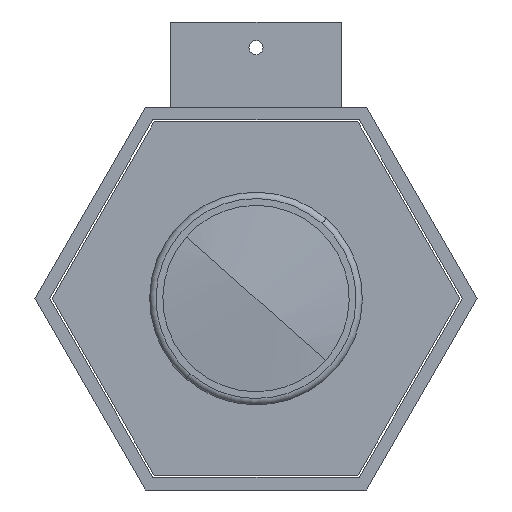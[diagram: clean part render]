
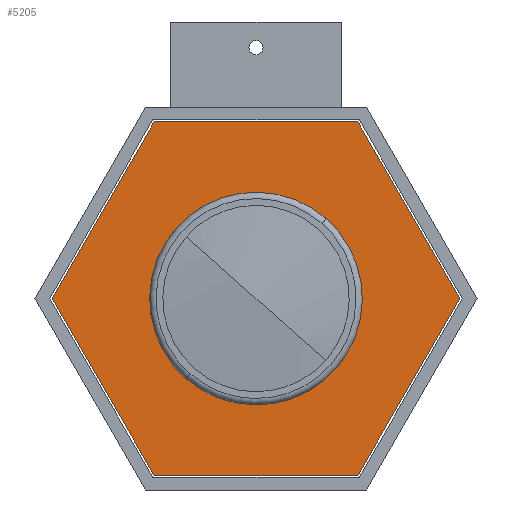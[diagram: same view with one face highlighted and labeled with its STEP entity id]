
A CAD part, front view. The second image highlights one B-rep face of the part: STEP entity #5205.
In plain terms, the highlighted planar face has unit normal (0, -1, 0).
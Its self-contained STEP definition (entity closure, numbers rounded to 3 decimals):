
#528 = CIRCLE ( 'NONE', #3751, 2.25 ) ;
#551 = CARTESIAN_POINT ( 'NONE',  ( -23.96, 0., 41.5 ) ) ;
#842 = CARTESIAN_POINT ( 'NONE',  ( 0., 0., 0. ) ) ;
#872 = FACE_BOUND ( 'NONE', #13859, .T. ) ;
#969 = EDGE_CURVE ( 'NONE', #6546, #13776, #6738, .T. ) ;
#1014 = PLANE ( 'NONE',  #4219 ) ;
#1112 = DIRECTION ( 'NONE',  ( 0., 1., 0. ) ) ;
#1134 = CARTESIAN_POINT ( 'NONE',  ( 23.96, 0., -41.5 ) ) ;
#1276 = VECTOR ( 'NONE', #10193, 1000. ) ;
#1340 = ORIENTED_EDGE ( 'NONE', *, *, #12870, .F. ) ;
#1579 = VECTOR ( 'NONE', #7709, 1000. ) ;
#1819 = DIRECTION ( 'NONE',  ( 0., 1., 0. ) ) ;
#1941 = VERTEX_POINT ( 'NONE', #13549 ) ;
#1957 = DIRECTION ( 'NONE',  ( 0., 0., 1. ) ) ;
#2029 = DIRECTION ( 'NONE',  ( 1., 0., 0. ) ) ;
#2132 = AXIS2_PLACEMENT_3D ( 'NONE', #12445, #5955, #13500 ) ;
#2158 = CARTESIAN_POINT ( 'NONE',  ( 23.96, 0., -41.5 ) ) ;
#2237 = VERTEX_POINT ( 'NONE', #5464 ) ;
#2396 = DIRECTION ( 'NONE',  ( 0., 1., 0. ) ) ;
#2473 = CARTESIAN_POINT ( 'NONE',  ( -17.5, 0., -2.25 ) ) ;
#2616 = CARTESIAN_POINT ( 'NONE',  ( 47.92, 0., 0. ) ) ;
#2748 = EDGE_CURVE ( 'NONE', #7507, #8551, #9201, .T. ) ;
#2901 = ORIENTED_EDGE ( 'NONE', *, *, #3772, .T. ) ;
#3010 = EDGE_CURVE ( 'NONE', #11038, #4332, #3143, .T. ) ;
#3143 = CIRCLE ( 'NONE', #9433, 5.25 ) ;
#3333 = VERTEX_POINT ( 'NONE', #13149 ) ;
#3606 = DIRECTION ( 'NONE',  ( 0., 1., 0. ) ) ;
#3751 = AXIS2_PLACEMENT_3D ( 'NONE', #8862, #2396, #9966 ) ;
#3772 = EDGE_CURVE ( 'NONE', #7740, #2237, #528, .T. ) ;
#3821 = FACE_BOUND ( 'NONE', #12628, .T. ) ;
#4125 = CIRCLE ( 'NONE', #9004, 2.25 ) ;
#4149 = FACE_BOUND ( 'NONE', #7835, .T. ) ;
#4219 = AXIS2_PLACEMENT_3D ( 'NONE', #7618, #1112, #8678 ) ;
#4257 = EDGE_LOOP ( 'NONE', ( #13482, #1340, #9166, #11149, #14028, #13454 ) ) ;
#4275 = CIRCLE ( 'NONE', #2132, 2.25 ) ;
#4332 = VERTEX_POINT ( 'NONE', #6681 ) ;
#4504 = CARTESIAN_POINT ( 'NONE',  ( 17.5, 0., -2.25 ) ) ;
#4662 = CARTESIAN_POINT ( 'NONE',  ( 23.96, 0., 41.5 ) ) ;
#4813 = ORIENTED_EDGE ( 'NONE', *, *, #11544, .T. ) ;
#4975 = CARTESIAN_POINT ( 'NONE',  ( 0., 0., 5.25 ) ) ;
#5205 = ADVANCED_FACE ( 'NONE', ( #872, #9555, #4149, #3821 ), #1014, .F. ) ;
#5464 = CARTESIAN_POINT ( 'NONE',  ( -17.5, 0., 2.25 ) ) ;
#5955 = DIRECTION ( 'NONE',  ( 0., 1., 0. ) ) ;
#6407 = DIRECTION ( 'NONE',  ( 0., 1., 0. ) ) ;
#6546 = VERTEX_POINT ( 'NONE', #9176 ) ;
#6681 = CARTESIAN_POINT ( 'NONE',  ( 0., 0., -5.25 ) ) ;
#6738 = LINE ( 'NONE', #2616, #1276 ) ;
#6758 = EDGE_CURVE ( 'NONE', #4332, #11038, #11346, .T. ) ;
#7107 = EDGE_CURVE ( 'NONE', #8551, #1941, #10619, .T. ) ;
#7311 = ORIENTED_EDGE ( 'NONE', *, *, #8256, .T. ) ;
#7419 = LINE ( 'NONE', #2158, #8796 ) ;
#7507 = VERTEX_POINT ( 'NONE', #8413 ) ;
#7556 = DIRECTION ( 'NONE',  ( -1., 0., 0. ) ) ;
#7618 = CARTESIAN_POINT ( 'NONE',  ( 0., 0., 0. ) ) ;
#7709 = DIRECTION ( 'NONE',  ( 0.5, 0., 0.866 ) ) ;
#7740 = VERTEX_POINT ( 'NONE', #2473 ) ;
#7755 = VECTOR ( 'NONE', #2029, 1000. ) ;
#7835 = EDGE_LOOP ( 'NONE', ( #8206, #11608 ) ) ;
#7975 = CARTESIAN_POINT ( 'NONE',  ( -23.96, 0., 41.5 ) ) ;
#8091 = EDGE_CURVE ( 'NONE', #13776, #3333, #7419, .T. ) ;
#8206 = ORIENTED_EDGE ( 'NONE', *, *, #6758, .T. ) ;
#8256 = EDGE_CURVE ( 'NONE', #13310, #14039, #8281, .T. ) ;
#8281 = CIRCLE ( 'NONE', #11241, 2.25 ) ;
#8301 = CARTESIAN_POINT ( 'NONE',  ( 0., 0., 0. ) ) ;
#8413 = CARTESIAN_POINT ( 'NONE',  ( -47.92, 0., 0. ) ) ;
#8434 = DIRECTION ( 'NONE',  ( 0., 1., 0. ) ) ;
#8551 = VERTEX_POINT ( 'NONE', #7975 ) ;
#8580 = DIRECTION ( 'NONE',  ( -0.5, 0., 0.866 ) ) ;
#8678 = DIRECTION ( 'NONE',  ( 0., 0., 1. ) ) ;
#8783 = CARTESIAN_POINT ( 'NONE',  ( -47.92, 0., 0. ) ) ;
#8796 = VECTOR ( 'NONE', #7556, 1000. ) ;
#8862 = CARTESIAN_POINT ( 'NONE',  ( -17.5, 0., 0. ) ) ;
#8958 = LINE ( 'NONE', #13971, #9303 ) ;
#9004 = AXIS2_PLACEMENT_3D ( 'NONE', #12884, #6407, #13958 ) ;
#9166 = ORIENTED_EDGE ( 'NONE', *, *, #7107, .F. ) ;
#9176 = CARTESIAN_POINT ( 'NONE',  ( 47.92, 0., 0. ) ) ;
#9201 = LINE ( 'NONE', #8783, #1579 ) ;
#9303 = VECTOR ( 'NONE', #8580, 1000. ) ;
#9400 = DIRECTION ( 'NONE',  ( 0., 0., 1. ) ) ;
#9433 = AXIS2_PLACEMENT_3D ( 'NONE', #8301, #1819, #9400 ) ;
#9555 = FACE_OUTER_BOUND ( 'NONE', #4257, .T. ) ;
#9966 = DIRECTION ( 'NONE',  ( 0., 0., -1. ) ) ;
#10077 = CARTESIAN_POINT ( 'NONE',  ( 17.5, 0., 0. ) ) ;
#10173 = LINE ( 'NONE', #4662, #13016 ) ;
#10193 = DIRECTION ( 'NONE',  ( -0.5, 0., -0.866 ) ) ;
#10585 = ORIENTED_EDGE ( 'NONE', *, *, #13420, .T. ) ;
#10619 = LINE ( 'NONE', #551, #7755 ) ;
#11038 = VERTEX_POINT ( 'NONE', #4975 ) ;
#11149 = ORIENTED_EDGE ( 'NONE', *, *, #2748, .F. ) ;
#11151 = DIRECTION ( 'NONE',  ( 0.5, 0., -0.866 ) ) ;
#11178 = DIRECTION ( 'NONE',  ( 0., 0., 1. ) ) ;
#11241 = AXIS2_PLACEMENT_3D ( 'NONE', #10077, #3606, #11178 ) ;
#11346 = CIRCLE ( 'NONE', #12904, 5.25 ) ;
#11544 = EDGE_CURVE ( 'NONE', #14039, #13310, #4125, .T. ) ;
#11608 = ORIENTED_EDGE ( 'NONE', *, *, #3010, .T. ) ;
#12215 = CARTESIAN_POINT ( 'NONE',  ( 17.5, 0., 2.25 ) ) ;
#12445 = CARTESIAN_POINT ( 'NONE',  ( -17.5, 0., 0. ) ) ;
#12628 = EDGE_LOOP ( 'NONE', ( #2901, #10585 ) ) ;
#12870 = EDGE_CURVE ( 'NONE', #1941, #6546, #10173, .T. ) ;
#12884 = CARTESIAN_POINT ( 'NONE',  ( 17.5, 0., 0. ) ) ;
#12904 = AXIS2_PLACEMENT_3D ( 'NONE', #842, #8434, #1957 ) ;
#13016 = VECTOR ( 'NONE', #11151, 1000. ) ;
#13147 = EDGE_CURVE ( 'NONE', #3333, #7507, #8958, .T. ) ;
#13149 = CARTESIAN_POINT ( 'NONE',  ( -23.96, 0., -41.5 ) ) ;
#13310 = VERTEX_POINT ( 'NONE', #12215 ) ;
#13420 = EDGE_CURVE ( 'NONE', #2237, #7740, #4275, .T. ) ;
#13454 = ORIENTED_EDGE ( 'NONE', *, *, #8091, .F. ) ;
#13482 = ORIENTED_EDGE ( 'NONE', *, *, #969, .F. ) ;
#13500 = DIRECTION ( 'NONE',  ( 0., 0., -1. ) ) ;
#13549 = CARTESIAN_POINT ( 'NONE',  ( 23.96, 0., 41.5 ) ) ;
#13776 = VERTEX_POINT ( 'NONE', #1134 ) ;
#13859 = EDGE_LOOP ( 'NONE', ( #4813, #7311 ) ) ;
#13958 = DIRECTION ( 'NONE',  ( 0., 0., 1. ) ) ;
#13971 = CARTESIAN_POINT ( 'NONE',  ( -23.96, 0., -41.5 ) ) ;
#14028 = ORIENTED_EDGE ( 'NONE', *, *, #13147, .F. ) ;
#14039 = VERTEX_POINT ( 'NONE', #4504 ) ;
